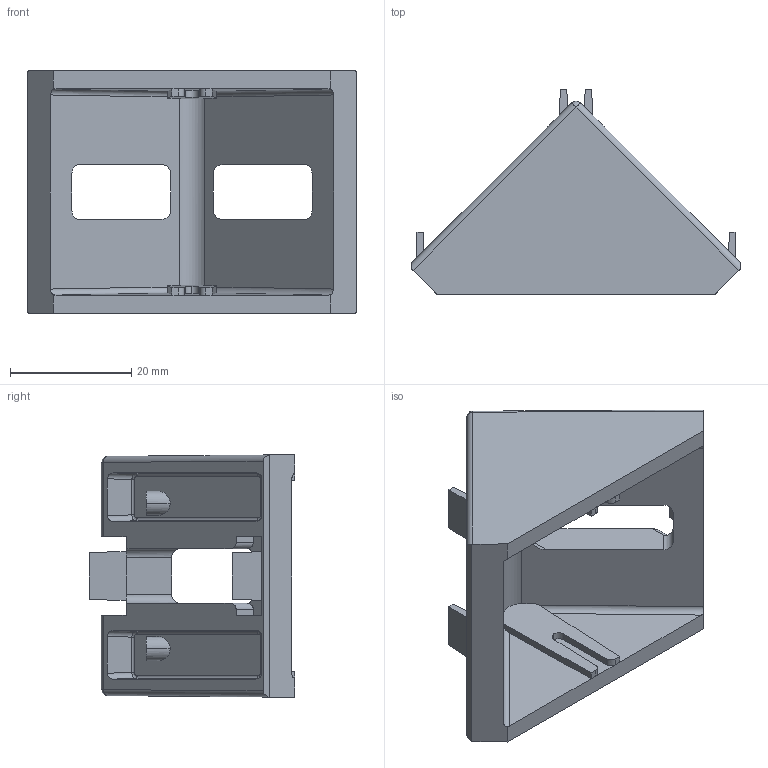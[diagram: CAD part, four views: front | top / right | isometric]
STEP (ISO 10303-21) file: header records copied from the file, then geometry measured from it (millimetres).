
FILE_DESCRIPTION (( 'STEP AP214' ), '1' );
FILE_NAME ('7268104', '2019-01-30T09:03:11', ( '' ), ('JUGARD+KÜNSTNER GmbH'), 'SwSTEP 2.0', 'SolidWorks 2017', '' );
FILE_SCHEMA (( 'AUTOMOTIVE_DESIGN' ));
Length unit declared in the file: millimetre
Products named in the file (1): 7268104
Bounding box: 54.15 x 33.92 x 40 mm (x, y, z)
Volume: 14972.2 mm3; surface area: 10296.9 mm2
Topology: 1 solids, 1 shells, 189 faces, 485 edges, 308 vertices
Faces by surface type: plane 103, cylinder 68, bspline 18
Entity records: 6174 total; most frequent: CARTESIAN_POINT 1824, ORIENTED_EDGE 970, DIRECTION 801, EDGE_CURVE 485, VECTOR 313, LINE 313, VERTEX_POINT 308, AXIS2_PLACEMENT_3D 244
